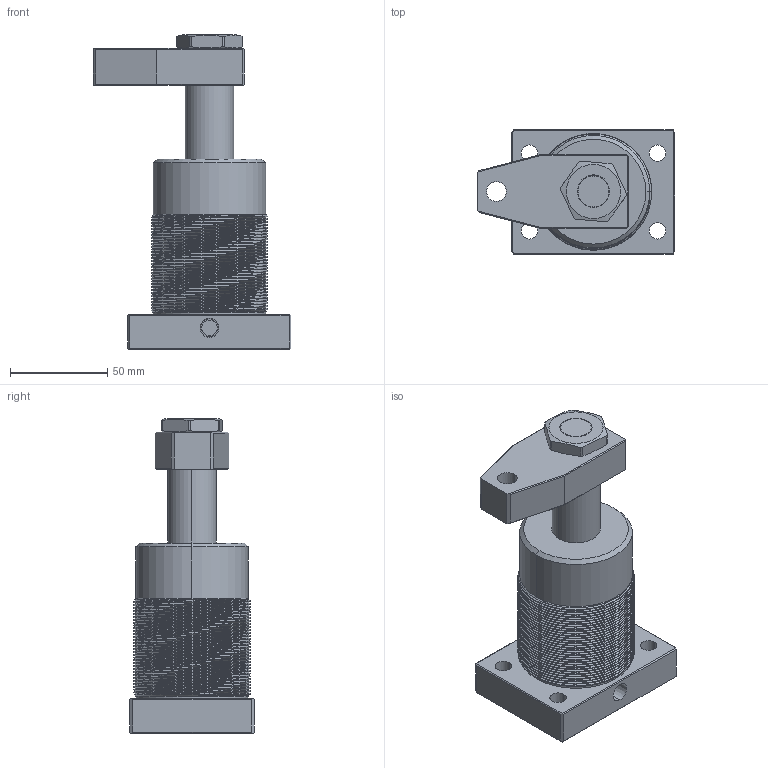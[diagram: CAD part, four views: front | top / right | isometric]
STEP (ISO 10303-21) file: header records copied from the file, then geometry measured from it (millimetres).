
FILE_DESCRIPTION (( 'STEP AP214' ), '1' );
FILE_NAME ('NFS-40B.STEP', '2018-08-27T07:46:32', ( 'Windows' ), ( 'Microsoft' ), 'SwSTEP 2.0', 'SolidWorks 2015', '' );
FILE_SCHEMA (( 'AUTOMOTIVE_DESIGN' ));
Length unit declared in the file: millimetre
Products named in the file (4): 揤旋-40-1; 鞠褒蹟簽-40; NFS-40B掛极; NFS-40B
Assembly tree (3 placements, depth 2):
  NFS-40B
    NFS-40B掛极
    鞠褒蹟簽-40
    揤旋-40-1
Bounding box: 102 x 64 x 162 mm (x, y, z)
Volume: 382029.5 mm3; surface area: 56736 mm2
Topology: 3 solids, 3 shells, 201 faces, 534 edges, 349 vertices
Faces by surface type: cylinder 119, plane 55, cone 21, bspline 4, torus 2
Entity records: 12112 total; most frequent: CARTESIAN_POINT 7386, ORIENTED_EDGE 1068, DIRECTION 846, EDGE_CURVE 534, VERTEX_POINT 349, AXIS2_PLACEMENT_3D 313, EDGE_LOOP 225, VECTOR 220
